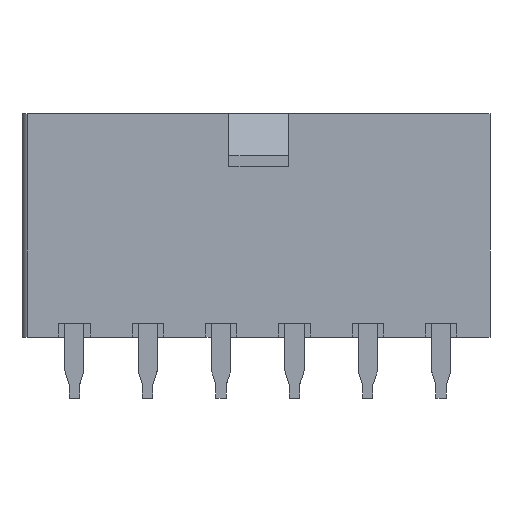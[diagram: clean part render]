
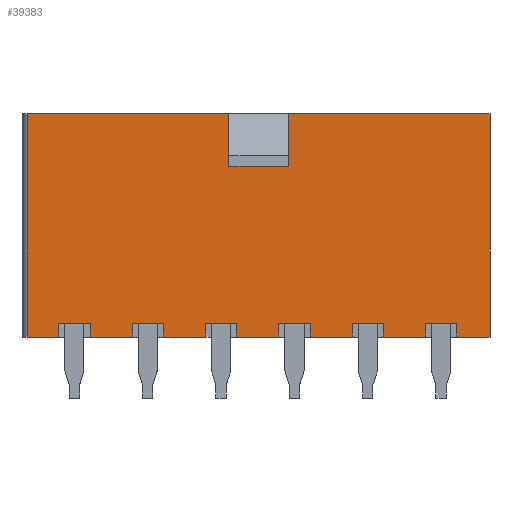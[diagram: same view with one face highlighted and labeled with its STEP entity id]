
A CAD part, front view. The second image highlights one B-rep face of the part: STEP entity #39383.
In plain terms, the highlighted planar face has unit normal (0, -1, 0).
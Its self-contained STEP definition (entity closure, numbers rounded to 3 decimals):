
#3395=ORIENTED_EDGE('',*,*,#11417,.F.);
#3396=ORIENTED_EDGE('',*,*,#11001,.T.);
#3397=ORIENTED_EDGE('',*,*,#11005,.T.);
#3398=ORIENTED_EDGE('',*,*,#10997,.T.);
#3399=ORIENTED_EDGE('',*,*,#11418,.F.);
#3400=ORIENTED_EDGE('',*,*,#11401,.T.);
#3401=ORIENTED_EDGE('',*,*,#11419,.T.);
#3402=ORIENTED_EDGE('',*,*,#11266,.F.);
#3403=ORIENTED_EDGE('',*,*,#11275,.F.);
#3404=ORIENTED_EDGE('',*,*,#11270,.T.);
#3405=ORIENTED_EDGE('',*,*,#11420,.T.);
#3406=ORIENTED_EDGE('',*,*,#11421,.F.);
#3407=ORIENTED_EDGE('',*,*,#11422,.F.);
#3408=ORIENTED_EDGE('',*,*,#11382,.T.);
#3409=ORIENTED_EDGE('',*,*,#11386,.T.);
#3410=ORIENTED_EDGE('',*,*,#11378,.T.);
#3411=ORIENTED_EDGE('',*,*,#11423,.F.);
#3412=ORIENTED_EDGE('',*,*,#11245,.T.);
#3413=ORIENTED_EDGE('',*,*,#11249,.T.);
#3414=ORIENTED_EDGE('',*,*,#11241,.T.);
#3415=ORIENTED_EDGE('',*,*,#11424,.F.);
#3416=ORIENTED_EDGE('',*,*,#11183,.T.);
#3417=ORIENTED_EDGE('',*,*,#11187,.T.);
#3418=ORIENTED_EDGE('',*,*,#11179,.T.);
#3419=ORIENTED_EDGE('',*,*,#11425,.F.);
#3420=ORIENTED_EDGE('',*,*,#11123,.T.);
#3421=ORIENTED_EDGE('',*,*,#11127,.T.);
#3422=ORIENTED_EDGE('',*,*,#11119,.T.);
#3423=ORIENTED_EDGE('',*,*,#11426,.F.);
#3424=ORIENTED_EDGE('',*,*,#11063,.T.);
#3425=ORIENTED_EDGE('',*,*,#11067,.T.);
#3426=ORIENTED_EDGE('',*,*,#11059,.T.);
#10997=EDGE_CURVE('',#15217,#15220,#18353,.T.);
#11001=EDGE_CURVE('',#15221,#15224,#18357,.T.);
#11005=EDGE_CURVE('',#15224,#15217,#18361,.T.);
#11059=EDGE_CURVE('',#15248,#15251,#18415,.T.);
#11063=EDGE_CURVE('',#15252,#15255,#18419,.T.);
#11067=EDGE_CURVE('',#15255,#15248,#18423,.T.);
#11119=EDGE_CURVE('',#15279,#15282,#18475,.T.);
#11123=EDGE_CURVE('',#15283,#15286,#18479,.T.);
#11127=EDGE_CURVE('',#15286,#15279,#18483,.T.);
#11179=EDGE_CURVE('',#15312,#15315,#18535,.T.);
#11183=EDGE_CURVE('',#15316,#15319,#18539,.T.);
#11187=EDGE_CURVE('',#15319,#15312,#18543,.T.);
#11241=EDGE_CURVE('',#15345,#15348,#18597,.T.);
#11245=EDGE_CURVE('',#15349,#15352,#18601,.T.);
#11249=EDGE_CURVE('',#15352,#15345,#18605,.T.);
#11266=EDGE_CURVE('',#15361,#15362,#18622,.T.);
#11270=EDGE_CURVE('',#15365,#15366,#18626,.T.);
#11275=EDGE_CURVE('',#15365,#15361,#18631,.T.);
#11378=EDGE_CURVE('',#15418,#15421,#18734,.T.);
#11382=EDGE_CURVE('',#15422,#15425,#18738,.T.);
#11386=EDGE_CURVE('',#15425,#15418,#18742,.T.);
#11401=EDGE_CURVE('',#15434,#15435,#18757,.T.);
#11417=EDGE_CURVE('',#15221,#15251,#18773,.T.);
#11418=EDGE_CURVE('',#15434,#15220,#18774,.T.);
#11419=EDGE_CURVE('',#15435,#15362,#18775,.T.);
#11420=EDGE_CURVE('',#15366,#15438,#18776,.T.);
#11421=EDGE_CURVE('',#15439,#15438,#18777,.T.);
#11422=EDGE_CURVE('',#15422,#15439,#18778,.T.);
#11423=EDGE_CURVE('',#15349,#15421,#18779,.T.);
#11424=EDGE_CURVE('',#15316,#15348,#18780,.T.);
#11425=EDGE_CURVE('',#15283,#15315,#18781,.T.);
#11426=EDGE_CURVE('',#15252,#15282,#18782,.T.);
#15217=VERTEX_POINT('',#52633);
#15220=VERTEX_POINT('',#52638);
#15221=VERTEX_POINT('',#52642);
#15224=VERTEX_POINT('',#52647);
#15248=VERTEX_POINT('',#52748);
#15251=VERTEX_POINT('',#52753);
#15252=VERTEX_POINT('',#52757);
#15255=VERTEX_POINT('',#52762);
#15279=VERTEX_POINT('',#52860);
#15282=VERTEX_POINT('',#52865);
#15283=VERTEX_POINT('',#52869);
#15286=VERTEX_POINT('',#52874);
#15312=VERTEX_POINT('',#52974);
#15315=VERTEX_POINT('',#52979);
#15316=VERTEX_POINT('',#52983);
#15319=VERTEX_POINT('',#52988);
#15345=VERTEX_POINT('',#53091);
#15348=VERTEX_POINT('',#53096);
#15349=VERTEX_POINT('',#53100);
#15352=VERTEX_POINT('',#53105);
#15361=VERTEX_POINT('',#53144);
#15362=VERTEX_POINT('',#53145);
#15365=VERTEX_POINT('',#53153);
#15366=VERTEX_POINT('',#53154);
#15418=VERTEX_POINT('',#53350);
#15421=VERTEX_POINT('',#53355);
#15422=VERTEX_POINT('',#53359);
#15425=VERTEX_POINT('',#53364);
#15434=VERTEX_POINT('',#53400);
#15435=VERTEX_POINT('',#53401);
#15438=VERTEX_POINT('',#53430);
#15439=VERTEX_POINT('',#53432);
#18353=LINE('',#52639,#22248);
#18357=LINE('',#52648,#22252);
#18361=LINE('',#52656,#22256);
#18415=LINE('',#52754,#22310);
#18419=LINE('',#52763,#22314);
#18423=LINE('',#52771,#22318);
#18475=LINE('',#52866,#22370);
#18479=LINE('',#52875,#22374);
#18483=LINE('',#52883,#22378);
#18535=LINE('',#52980,#22430);
#18539=LINE('',#52989,#22434);
#18543=LINE('',#52997,#22438);
#18597=LINE('',#53097,#22492);
#18601=LINE('',#53106,#22496);
#18605=LINE('',#53114,#22500);
#18622=LINE('',#53143,#22517);
#18626=LINE('',#53152,#22521);
#18631=LINE('',#53162,#22526);
#18734=LINE('',#53356,#22629);
#18738=LINE('',#53365,#22633);
#18742=LINE('',#53373,#22637);
#18757=LINE('',#53399,#22652);
#18773=LINE('',#53426,#22668);
#18774=LINE('',#53427,#22669);
#18775=LINE('',#53428,#22670);
#18776=LINE('',#53429,#22671);
#18777=LINE('',#53431,#22672);
#18778=LINE('',#53433,#22673);
#18779=LINE('',#53434,#22674);
#18780=LINE('',#53435,#22675);
#18781=LINE('',#53436,#22676);
#18782=LINE('',#53437,#22677);
#22248=VECTOR('',#44038,1000.);
#22252=VECTOR('',#44044,1000.);
#22256=VECTOR('',#44050,1000.);
#22310=VECTOR('',#44144,1000.);
#22314=VECTOR('',#44150,1000.);
#22318=VECTOR('',#44156,1000.);
#22370=VECTOR('',#44246,1000.);
#22374=VECTOR('',#44252,1000.);
#22378=VECTOR('',#44258,1000.);
#22430=VECTOR('',#44348,1000.);
#22434=VECTOR('',#44354,1000.);
#22438=VECTOR('',#44360,1000.);
#22492=VECTOR('',#44454,1000.);
#22496=VECTOR('',#44460,1000.);
#22500=VECTOR('',#44466,1000.);
#22517=VECTOR('',#44497,1000.);
#22521=VECTOR('',#44503,1000.);
#22526=VECTOR('',#44510,1000.);
#22629=VECTOR('',#44689,1000.);
#22633=VECTOR('',#44695,1000.);
#22637=VECTOR('',#44701,1000.);
#22652=VECTOR('',#44728,1000.);
#22668=VECTOR('',#44758,1000.);
#22669=VECTOR('',#44759,1000.);
#22670=VECTOR('',#44760,1000.);
#22671=VECTOR('',#44761,1000.);
#22672=VECTOR('',#44762,1000.);
#22673=VECTOR('',#44763,1000.);
#22674=VECTOR('',#44764,1000.);
#22675=VECTOR('',#44765,1000.);
#22676=VECTOR('',#44766,1000.);
#22677=VECTOR('',#44767,1000.);
#25390=EDGE_LOOP('',(#3395,#3396,#3397,#3398,#3399,#3400,#3401,#3402,#3403,
#3404,#3405,#3406,#3407,#3408,#3409,#3410,#3411,#3412,#3413,#3414,#3415,
#3416,#3417,#3418,#3419,#3420,#3421,#3422,#3423,#3424,#3425,#3426));
#26862=FACE_BOUND('',#25390,.T.);
#28285=PLANE('',#40815);
#39383=ADVANCED_FACE('',(#26862),#28285,.T.);
#40815=AXIS2_PLACEMENT_3D('',#53425,#44756,#44757);
#44038=DIRECTION('',(0.,0.,-1.));
#44044=DIRECTION('',(0.,0.,1.));
#44050=DIRECTION('',(1.,0.,0.));
#44144=DIRECTION('',(0.,0.,-1.));
#44150=DIRECTION('',(0.,0.,1.));
#44156=DIRECTION('',(1.,0.,0.));
#44246=DIRECTION('',(0.,0.,-1.));
#44252=DIRECTION('',(0.,0.,1.));
#44258=DIRECTION('',(1.,0.,0.));
#44348=DIRECTION('',(0.,0.,-1.));
#44354=DIRECTION('',(0.,0.,1.));
#44360=DIRECTION('',(1.,0.,0.));
#44454=DIRECTION('',(0.,0.,-1.));
#44460=DIRECTION('',(0.,0.,1.));
#44466=DIRECTION('',(1.,0.,0.));
#44497=DIRECTION('',(0.,0.,1.));
#44503=DIRECTION('',(0.,0.,1.));
#44510=DIRECTION('',(1.,0.,0.));
#44689=DIRECTION('',(0.,0.,-1.));
#44695=DIRECTION('',(0.,0.,1.));
#44701=DIRECTION('',(1.,0.,0.));
#44728=DIRECTION('',(0.,0.,1.));
#44756=DIRECTION('',(0.,-1.,0.));
#44757=DIRECTION('',(0.,0.,-1.));
#44758=DIRECTION('',(-1.,0.,0.));
#44759=DIRECTION('',(-1.,0.,0.));
#44760=DIRECTION('',(-1.,0.,0.));
#44761=DIRECTION('',(-1.,0.,0.));
#44762=DIRECTION('',(0.,0.,1.));
#44763=DIRECTION('',(-1.,0.,0.));
#44764=DIRECTION('',(-1.,0.,0.));
#44765=DIRECTION('',(-1.,0.,0.));
#44766=DIRECTION('',(-1.,0.,0.));
#44767=DIRECTION('',(-1.,0.,0.));
#52633=CARTESIAN_POINT('',(11.35,-4.8,-5.6));
#52638=CARTESIAN_POINT('',(11.35,-4.8,-6.4));
#52639=CARTESIAN_POINT('',(11.35,-4.8,-6.4));
#52642=CARTESIAN_POINT('',(9.55,-4.8,-6.4));
#52647=CARTESIAN_POINT('',(9.55,-4.8,-5.6));
#52648=CARTESIAN_POINT('',(9.55,-4.8,-6.4));
#52656=CARTESIAN_POINT('',(13.25,-4.8,-5.6));
#52748=CARTESIAN_POINT('',(7.15,-4.8,-5.6));
#52753=CARTESIAN_POINT('',(7.15,-4.8,-6.4));
#52754=CARTESIAN_POINT('',(7.15,-4.8,-6.4));
#52757=CARTESIAN_POINT('',(5.35,-4.8,-6.4));
#52762=CARTESIAN_POINT('',(5.35,-4.8,-5.6));
#52763=CARTESIAN_POINT('',(5.35,-4.8,-6.4));
#52771=CARTESIAN_POINT('',(13.25,-4.8,-5.6));
#52860=CARTESIAN_POINT('',(2.95,-4.8,-5.6));
#52865=CARTESIAN_POINT('',(2.95,-4.8,-6.4));
#52866=CARTESIAN_POINT('',(2.95,-4.8,-6.4));
#52869=CARTESIAN_POINT('',(1.15,-4.8,-6.4));
#52874=CARTESIAN_POINT('',(1.15,-4.8,-5.6));
#52875=CARTESIAN_POINT('',(1.15,-4.8,-6.4));
#52883=CARTESIAN_POINT('',(13.25,-4.8,-5.6));
#52974=CARTESIAN_POINT('',(-1.25,-4.8,-5.6));
#52979=CARTESIAN_POINT('',(-1.25,-4.8,-6.4));
#52980=CARTESIAN_POINT('',(-1.25,-4.8,-6.4));
#52983=CARTESIAN_POINT('',(-3.05,-4.8,-6.4));
#52988=CARTESIAN_POINT('',(-3.05,-4.8,-5.6));
#52989=CARTESIAN_POINT('',(-3.05,-4.8,-6.4));
#52997=CARTESIAN_POINT('',(13.25,-4.8,-5.6));
#53091=CARTESIAN_POINT('',(-5.45,-4.8,-5.6));
#53096=CARTESIAN_POINT('',(-5.45,-4.8,-6.4));
#53097=CARTESIAN_POINT('',(-5.45,-4.8,-6.4));
#53100=CARTESIAN_POINT('',(-7.25,-4.8,-6.4));
#53105=CARTESIAN_POINT('',(-7.25,-4.8,-5.6));
#53106=CARTESIAN_POINT('',(-7.25,-4.8,-6.4));
#53114=CARTESIAN_POINT('',(13.25,-4.8,-5.6));
#53143=CARTESIAN_POINT('',(1.7,-4.8,3.4));
#53144=CARTESIAN_POINT('',(1.7,-4.8,3.4));
#53145=CARTESIAN_POINT('',(1.7,-4.8,6.4));
#53152=CARTESIAN_POINT('',(-1.7,-4.8,3.4));
#53153=CARTESIAN_POINT('',(-1.7,-4.8,3.4));
#53154=CARTESIAN_POINT('',(-1.7,-4.8,6.4));
#53162=CARTESIAN_POINT('',(-1.7,-4.8,3.4));
#53350=CARTESIAN_POINT('',(-9.65,-4.8,-5.6));
#53355=CARTESIAN_POINT('',(-9.65,-4.8,-6.4));
#53356=CARTESIAN_POINT('',(-9.65,-4.8,-6.4));
#53359=CARTESIAN_POINT('',(-11.45,-4.8,-6.4));
#53364=CARTESIAN_POINT('',(-11.45,-4.8,-5.6));
#53365=CARTESIAN_POINT('',(-11.45,-4.8,-6.4));
#53373=CARTESIAN_POINT('',(13.25,-4.8,-5.6));
#53399=CARTESIAN_POINT('',(13.25,-4.8,-6.4));
#53400=CARTESIAN_POINT('',(13.25,-4.8,-6.4));
#53401=CARTESIAN_POINT('',(13.25,-4.8,6.4));
#53425=CARTESIAN_POINT('',(13.25,-4.8,-6.4));
#53426=CARTESIAN_POINT('',(13.25,-4.8,-6.4));
#53427=CARTESIAN_POINT('',(13.25,-4.8,-6.4));
#53428=CARTESIAN_POINT('',(13.25,-4.8,6.4));
#53429=CARTESIAN_POINT('',(13.25,-4.8,6.4));
#53430=CARTESIAN_POINT('',(-13.25,-4.8,6.4));
#53431=CARTESIAN_POINT('',(-13.25,-4.8,-6.4));
#53432=CARTESIAN_POINT('',(-13.25,-4.8,-6.4));
#53433=CARTESIAN_POINT('',(13.25,-4.8,-6.4));
#53434=CARTESIAN_POINT('',(13.25,-4.8,-6.4));
#53435=CARTESIAN_POINT('',(13.25,-4.8,-6.4));
#53436=CARTESIAN_POINT('',(13.25,-4.8,-6.4));
#53437=CARTESIAN_POINT('',(13.25,-4.8,-6.4));
